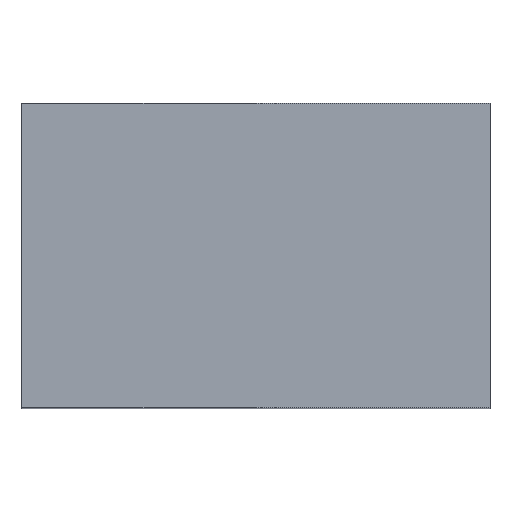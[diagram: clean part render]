
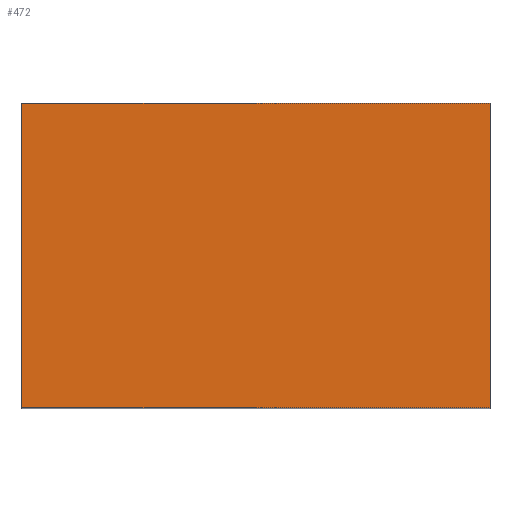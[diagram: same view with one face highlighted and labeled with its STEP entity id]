
A CAD part, top view. The second image highlights one B-rep face of the part: STEP entity #472.
In plain terms, the highlighted planar face has unit normal (0, 0, 1).
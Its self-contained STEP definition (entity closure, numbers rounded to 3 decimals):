
#439 = VERTEX_POINT('',#440);
#440 = CARTESIAN_POINT('',(5.81,3.785,10.17));
#446 = EDGE_CURVE('',#447,#439,#449,.T.);
#447 = VERTEX_POINT('',#448);
#448 = CARTESIAN_POINT('',(5.81,-3.765,10.17));
#449 = LINE('',#450,#451);
#450 = CARTESIAN_POINT('',(5.81,-3.765,10.17));
#451 = VECTOR('',#452,1.);
#452 = DIRECTION('',(-0.,1.,0.));
#472 = ADVANCED_FACE('',(#473),#498,.F.);
#473 = FACE_BOUND('',#474,.T.);
#474 = EDGE_LOOP('',(#475,#483,#491,#497));
#475 = ORIENTED_EDGE('',*,*,#476,.T.);
#476 = EDGE_CURVE('',#439,#477,#479,.T.);
#477 = VERTEX_POINT('',#478);
#478 = CARTESIAN_POINT('',(-5.79,3.785,10.17));
#479 = LINE('',#480,#481);
#480 = CARTESIAN_POINT('',(-5.79,3.785,10.17));
#481 = VECTOR('',#482,1.);
#482 = DIRECTION('',(-1.,0.,-0.));
#483 = ORIENTED_EDGE('',*,*,#484,.F.);
#484 = EDGE_CURVE('',#485,#477,#487,.T.);
#485 = VERTEX_POINT('',#486);
#486 = CARTESIAN_POINT('',(-5.79,-3.765,10.17));
#487 = LINE('',#488,#489);
#488 = CARTESIAN_POINT('',(-5.79,-3.765,10.17));
#489 = VECTOR('',#490,1.);
#490 = DIRECTION('',(-0.,1.,0.));
#491 = ORIENTED_EDGE('',*,*,#492,.F.);
#492 = EDGE_CURVE('',#447,#485,#493,.T.);
#493 = LINE('',#494,#495);
#494 = CARTESIAN_POINT('',(-5.79,-3.765,10.17));
#495 = VECTOR('',#496,1.);
#496 = DIRECTION('',(-1.,0.,-0.));
#497 = ORIENTED_EDGE('',*,*,#446,.T.);
#498 = PLANE('',#499);
#499 = AXIS2_PLACEMENT_3D('',#500,#501,#502);
#500 = CARTESIAN_POINT('',(-5.79,-3.765,10.17));
#501 = DIRECTION('',(0.,0.,-1.));
#502 = DIRECTION('',(0.,1.,0.));
